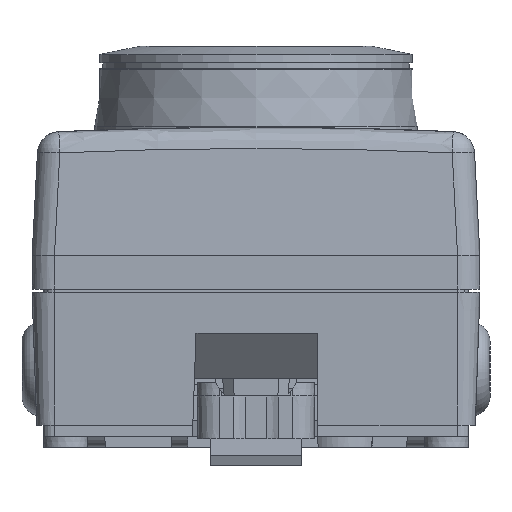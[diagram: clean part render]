
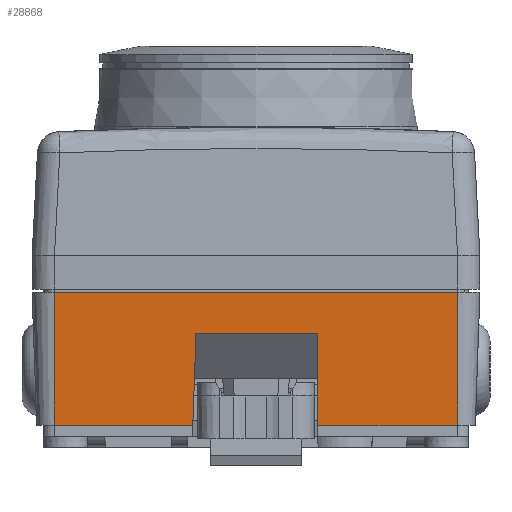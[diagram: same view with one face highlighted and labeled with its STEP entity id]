
A CAD part, left-side view. The second image highlights one B-rep face of the part: STEP entity #28868.
In plain terms, the highlighted planar face has unit normal (-0.999, 0, -0.035).
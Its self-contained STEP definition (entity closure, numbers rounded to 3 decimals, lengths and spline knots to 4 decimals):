
#1816=PLANE('',#30901);
#2909=LINE('',#48346,#5763);
#2910=LINE('',#48352,#5764);
#3357=LINE('',#49906,#6211);
#3364=LINE('',#50082,#6218);
#3365=LINE('',#50084,#6219);
#3366=LINE('',#50085,#6220);
#3367=LINE('',#50086,#6221);
#3368=LINE('',#50087,#6222);
#5763=VECTOR('',#34012,1.);
#5764=VECTOR('',#34017,1.);
#6211=VECTOR('',#35086,1.);
#6218=VECTOR('',#35099,1.);
#6219=VECTOR('',#35100,1.);
#6220=VECTOR('',#35101,1.);
#6221=VECTOR('',#35102,1.);
#6222=VECTOR('',#35103,1.);
#8855=FACE_OUTER_BOUND('',#10454,.T.);
#10454=EDGE_LOOP('',(#21188,#21189,#21190,#21191,#21192,#21193,#21194,#21195));
#12368=VERTEX_POINT('',#48342);
#12369=VERTEX_POINT('',#48344);
#12371=VERTEX_POINT('',#48349);
#12372=VERTEX_POINT('',#48351);
#12793=VERTEX_POINT('',#49903);
#12794=VERTEX_POINT('',#49905);
#12801=VERTEX_POINT('',#50081);
#12802=VERTEX_POINT('',#50083);
#15311=EDGE_CURVE('',#12368,#12369,#2909,.T.);
#15313=EDGE_CURVE('',#12371,#12372,#2910,.T.);
#15908=EDGE_CURVE('',#12794,#12793,#3357,.T.);
#15918=EDGE_CURVE('',#12793,#12801,#3364,.T.);
#15919=EDGE_CURVE('',#12801,#12802,#3365,.T.);
#15920=EDGE_CURVE('',#12372,#12802,#3366,.T.);
#15921=EDGE_CURVE('',#12371,#12368,#3367,.T.);
#15922=EDGE_CURVE('',#12794,#12369,#3368,.T.);
#21188=ORIENTED_EDGE('',*,*,#15908,.T.);
#21189=ORIENTED_EDGE('',*,*,#15918,.T.);
#21190=ORIENTED_EDGE('',*,*,#15919,.T.);
#21191=ORIENTED_EDGE('',*,*,#15920,.F.);
#21192=ORIENTED_EDGE('',*,*,#15313,.F.);
#21193=ORIENTED_EDGE('',*,*,#15921,.T.);
#21194=ORIENTED_EDGE('',*,*,#15311,.T.);
#21195=ORIENTED_EDGE('',*,*,#15922,.F.);
#28868=ADVANCED_FACE('',(#8855),#1816,.T.);
#30901=AXIS2_PLACEMENT_3D('',#50080,#35097,#35098);
#34012=DIRECTION('',(0.035,0.,-0.999));
#34017=DIRECTION('',(0.035,0.,-0.999));
#35086=DIRECTION('',(-0.035,-0.035,0.999));
#35097=DIRECTION('center_axis',(-0.999,0.,
-0.035));
#35098=DIRECTION('ref_axis',(0.,1.,0.));
#35099=DIRECTION('',(0.,-1.,0.));
#35100=DIRECTION('',(0.035,0.,-0.999));
#35101=DIRECTION('',(0.,1.,0.));
#35102=DIRECTION('',(0.,1.,0.));
#35103=DIRECTION('',(0.,1.,0.));
#48342=CARTESIAN_POINT('',(-7.0855,11.1355,0.235));
#48344=CARTESIAN_POINT('',(-7.0441,11.1355,-0.95));
#48346=CARTESIAN_POINT('',(-7.0855,11.1355,0.235));
#48349=CARTESIAN_POINT('',(-7.0855,7.5355,0.235));
#48351=CARTESIAN_POINT('',(-7.0441,7.5355,-0.95));
#48352=CARTESIAN_POINT('',(-7.0855,7.5355,0.235));
#49903=CARTESIAN_POINT('',(-7.0728,9.8715,-0.128));
#49905=CARTESIAN_POINT('',(-7.0441,9.9002,-0.95));
#49906=CARTESIAN_POINT('',(-7.0641,9.8802,-0.3774));
#50080=CARTESIAN_POINT('Origin',(-7.0855,7.5355,0.235));
#50081=CARTESIAN_POINT('',(-7.0728,8.7855,-0.128));
#50082=CARTESIAN_POINT('',(-7.0728,8.4355,-0.128));
#50083=CARTESIAN_POINT('',(-7.0441,8.7855,-0.95));
#50084=CARTESIAN_POINT('',(-7.0631,8.7855,-0.4069));
#50085=CARTESIAN_POINT('',(-7.0441,8.4355,-0.95));
#50086=CARTESIAN_POINT('',(-7.0855,7.5355,0.235));
#50087=CARTESIAN_POINT('',(-7.0441,8.4355,-0.95));
